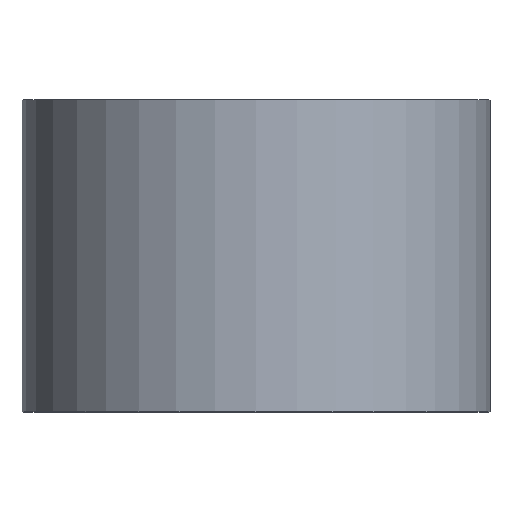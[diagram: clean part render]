
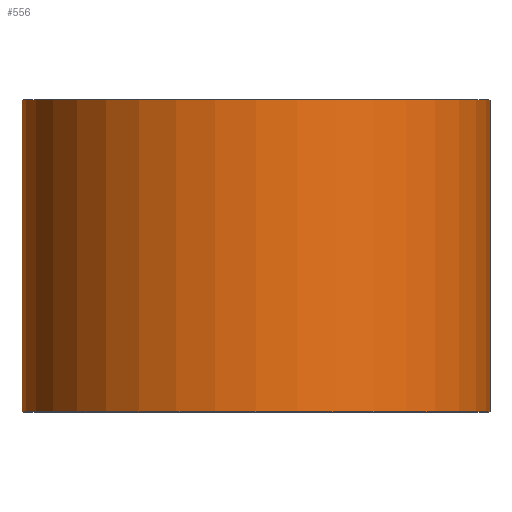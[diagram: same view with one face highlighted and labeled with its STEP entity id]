
A CAD part, top view. The second image highlights one B-rep face of the part: STEP entity #556.
In plain terms, the highlighted cylindrical face has radius 7.5 mm (diameter 15 mm), a partial arc.
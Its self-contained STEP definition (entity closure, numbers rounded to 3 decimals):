
#254=VERTEX_POINT('',#676);
#290=VERTEX_POINT('',#719);
#380=EDGE_CURVE('',#290,#476,#820,.T.);
#382=EDGE_CURVE('',#290,#254,#822,.T.);
#468=EDGE_CURVE('',#504,#476,#925,.T.);
#476=VERTEX_POINT('',#935);
#504=VERTEX_POINT('',#965);
#550=EDGE_CURVE('',#504,#254,#1015,.T.);
#556=ADVANCED_FACE('',(#1022),#1023,.T.);
#676=CARTESIAN_POINT('',(7.5,10.0,0.0));
#719=CARTESIAN_POINT('',(7.5,0.0,0.0));
#820=CIRCLE('',#1346,7.5);
#822=LINE('',#1349,#1350);
#925=LINE('',#1478,#1479);
#935=CARTESIAN_POINT('',(-7.5,0.0,0.));
#965=CARTESIAN_POINT('',(-7.5,10.0,0.));
#1015=CIRCLE('',#1594,7.5);
#1022=FACE_OUTER_BOUND('',#1602,.T.);
#1023=CYLINDRICAL_SURFACE('',#1603,7.5);
#1346=AXIS2_PLACEMENT_3D('',#1913,#1914,#1915);
#1349=CARTESIAN_POINT('',(7.5,5.0,0.));
#1350=VECTOR('',#1916,1.0);
#1478=CARTESIAN_POINT('',(-7.5,5.0,0.));
#1479=VECTOR('',#2072,1.0);
#1594=AXIS2_PLACEMENT_3D('',#2162,#2163,#2164);
#1602=EDGE_LOOP('',(#2177,#2178,#2179,#2180));
#1603=AXIS2_PLACEMENT_3D('',#2181,#2182,#2183);
#1913=CARTESIAN_POINT('',(0.0,0.0,0.0));
#1914=DIRECTION('',(0.0,-1.0,0.0));
#1915=DIRECTION('',(1.0,0.0,0.0));
#1916=DIRECTION('',(0.0,1.0,0.0));
#2072=DIRECTION('',(-0.0,-1.0,-0.0));
#2162=CARTESIAN_POINT('',(0.0,10.0,0.0));
#2163=DIRECTION('',(-0.0,1.0,0.0));
#2164=DIRECTION('',(1.0,0.0,0.0));
#2177=ORIENTED_EDGE('',*,*,#382,.T.);
#2178=ORIENTED_EDGE('',*,*,#550,.F.);
#2179=ORIENTED_EDGE('',*,*,#468,.T.);
#2180=ORIENTED_EDGE('',*,*,#380,.F.);
#2181=CARTESIAN_POINT('',(0.0,5.0,0.0));
#2182=DIRECTION('',(0.0,-1.0,-0.0));
#2183=DIRECTION('',(1.0,0.0,0.0));
